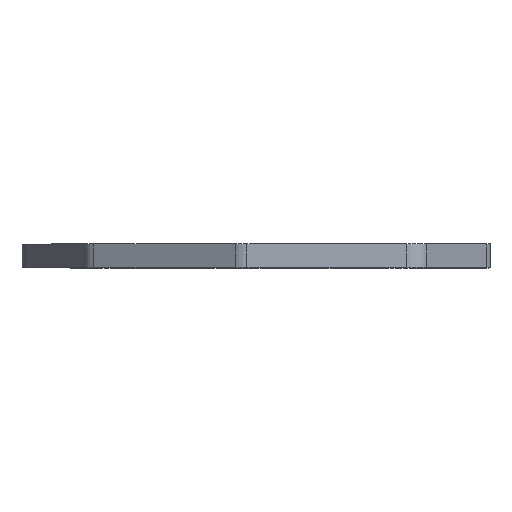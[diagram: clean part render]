
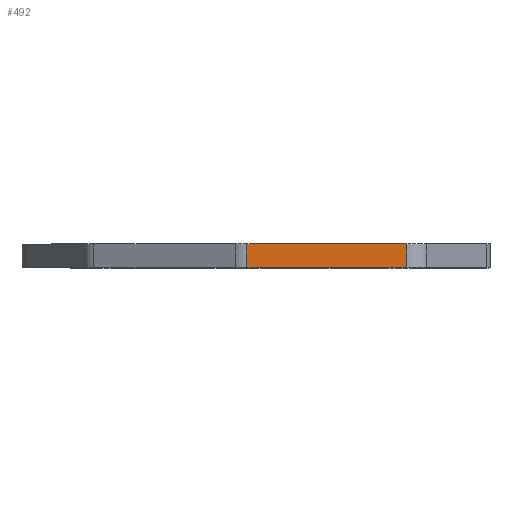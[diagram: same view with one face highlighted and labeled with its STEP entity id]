
A CAD part, top view. The second image highlights one B-rep face of the part: STEP entity #492.
In plain terms, the highlighted planar face has unit normal (0, 0, 1).
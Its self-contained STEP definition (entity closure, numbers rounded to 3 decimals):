
#30 = FACE_OUTER_BOUND ( 'NONE', #640, .T. ) ;
#54 = AXIS2_PLACEMENT_3D ( 'NONE', #167, #334, #767 ) ;
#86 = CARTESIAN_POINT ( 'NONE',  ( -2.889, 0., 19.5 ) ) ;
#101 = CARTESIAN_POINT ( 'NONE',  ( 11.258, 2.1, 19.5 ) ) ;
#109 = VERTEX_POINT ( 'NONE', #405 ) ;
#125 = EDGE_CURVE ( 'NONE', #126, #109, #155, .T. ) ;
#126 = VERTEX_POINT ( 'NONE', #476 ) ;
#133 = EDGE_CURVE ( 'NONE', #126, #843, #760, .T. ) ;
#150 = VECTOR ( 'NONE', #892, 1000. ) ;
#154 = VERTEX_POINT ( 'NONE', #392 ) ;
#155 = LINE ( 'NONE', #86, #912 ) ;
#164 = EDGE_CURVE ( 'NONE', #154, #843, #840, .T. ) ;
#167 = CARTESIAN_POINT ( 'NONE',  ( 0., 2.1, 19.5 ) ) ;
#324 = ORIENTED_EDGE ( 'NONE', *, *, #164, .T. ) ;
#334 = DIRECTION ( 'NONE',  ( 0., 0., -1. ) ) ;
#371 = LINE ( 'NONE', #963, #374 ) ;
#372 = EDGE_CURVE ( 'NONE', #109, #154, #371, .T. ) ;
#374 = VECTOR ( 'NONE', #733, 1000. ) ;
#392 = CARTESIAN_POINT ( 'NONE',  ( 11.258, 0., 19.5 ) ) ;
#393 = VECTOR ( 'NONE', #687, 1000. ) ;
#400 = CARTESIAN_POINT ( 'NONE',  ( 0., 2.1, 19.5 ) ) ;
#405 = CARTESIAN_POINT ( 'NONE',  ( -2.889, 0., 19.5 ) ) ;
#418 = CARTESIAN_POINT ( 'NONE',  ( 11.258, 2.1, 19.5 ) ) ;
#476 = CARTESIAN_POINT ( 'NONE',  ( -2.889, 2.1, 19.5 ) ) ;
#484 = PLANE ( 'NONE',  #54 ) ;
#492 = ADVANCED_FACE ( 'NONE', ( #30 ), #484, .F. ) ;
#514 = ORIENTED_EDGE ( 'NONE', *, *, #133, .F. ) ;
#640 = EDGE_LOOP ( 'NONE', ( #745, #324, #514, #661 ) ) ;
#661 = ORIENTED_EDGE ( 'NONE', *, *, #125, .T. ) ;
#687 = DIRECTION ( 'NONE',  ( 0., 1., 0. ) ) ;
#733 = DIRECTION ( 'NONE',  ( 1., 0., 0. ) ) ;
#745 = ORIENTED_EDGE ( 'NONE', *, *, #372, .T. ) ;
#760 = LINE ( 'NONE', #400, #150 ) ;
#765 = DIRECTION ( 'NONE',  ( 0., -1., 0. ) ) ;
#767 = DIRECTION ( 'NONE',  ( -1., 0., 0. ) ) ;
#840 = LINE ( 'NONE', #101, #393 ) ;
#843 = VERTEX_POINT ( 'NONE', #418 ) ;
#892 = DIRECTION ( 'NONE',  ( 1., 0., 0. ) ) ;
#912 = VECTOR ( 'NONE', #765, 1000. ) ;
#963 = CARTESIAN_POINT ( 'NONE',  ( 0., 0., 19.5 ) ) ;
